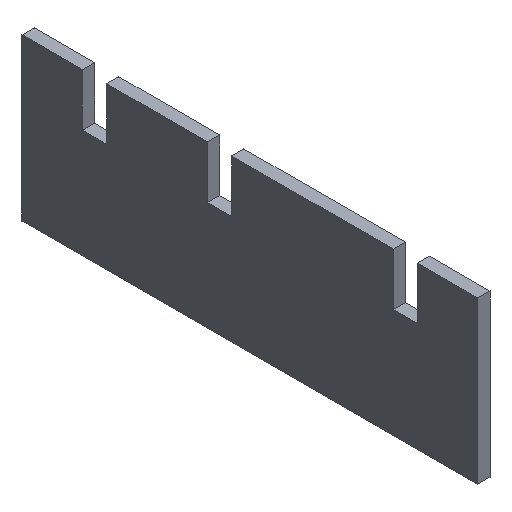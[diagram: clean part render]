
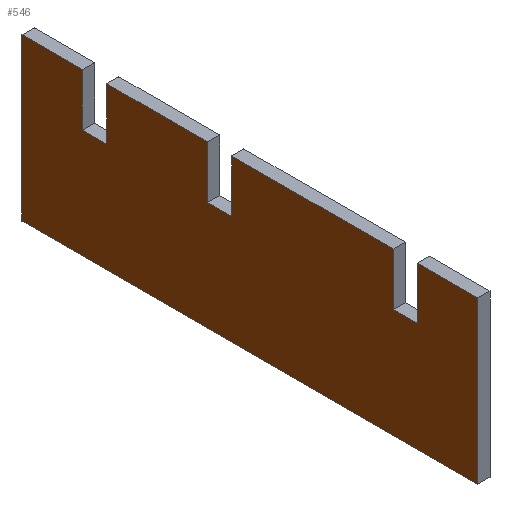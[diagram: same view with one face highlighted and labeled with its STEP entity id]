
A CAD part, isometric view. The second image highlights one B-rep face of the part: STEP entity #546.
In plain terms, the highlighted planar face has unit normal (-1, 0, 0).
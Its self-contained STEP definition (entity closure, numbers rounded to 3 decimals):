
#61=CARTESIAN_POINT('Vertex',(0.,0.,0.)) ;
#66=CARTESIAN_POINT('Line Origine',(0.,113.06,0.)) ;
#70=CARTESIAN_POINT('Vertex',(0.,226.12,0.)) ;
#97=CARTESIAN_POINT('Line Origine',(0.,226.12,40.)) ;
#101=CARTESIAN_POINT('Vertex',(0.,226.12,80.)) ;
#128=CARTESIAN_POINT('Line Origine',(0.,211.12,80.)) ;
#132=CARTESIAN_POINT('Vertex',(0.,196.12,80.)) ;
#159=CARTESIAN_POINT('Line Origine',(0.,196.12,67.)) ;
#163=CARTESIAN_POINT('Vertex',(0.,196.12,54.)) ;
#190=CARTESIAN_POINT('Line Origine',(0.,190.1,54.)) ;
#194=CARTESIAN_POINT('Vertex',(0.,184.08,54.)) ;
#221=CARTESIAN_POINT('Line Origine',(0.,184.08,67.)) ;
#225=CARTESIAN_POINT('Vertex',(0.,184.08,80.)) ;
#247=CARTESIAN_POINT('Line Origine',(0.,159.08,80.)) ;
#251=CARTESIAN_POINT('Vertex',(0.,134.08,80.)) ;
#278=CARTESIAN_POINT('Line Origine',(0.,134.08,67.)) ;
#282=CARTESIAN_POINT('Vertex',(0.,134.08,54.)) ;
#304=CARTESIAN_POINT('Line Origine',(0.,128.06,54.)) ;
#308=CARTESIAN_POINT('Vertex',(0.,122.04,54.)) ;
#335=CARTESIAN_POINT('Line Origine',(0.,122.04,67.)) ;
#339=CARTESIAN_POINT('Vertex',(0.,122.04,80.)) ;
#361=CARTESIAN_POINT('Line Origine',(0.,82.04,80.)) ;
#365=CARTESIAN_POINT('Vertex',(0.,42.04,80.)) ;
#392=CARTESIAN_POINT('Line Origine',(0.,42.04,67.)) ;
#396=CARTESIAN_POINT('Vertex',(0.,42.04,54.)) ;
#418=CARTESIAN_POINT('Line Origine',(0.,36.02,54.)) ;
#422=CARTESIAN_POINT('Vertex',(0.,30.,54.)) ;
#449=CARTESIAN_POINT('Line Origine',(0.,30.,67.)) ;
#453=CARTESIAN_POINT('Vertex',(0.,30.,80.)) ;
#475=CARTESIAN_POINT('Line Origine',(0.,15.,80.)) ;
#479=CARTESIAN_POINT('Vertex',(0.,0.,80.)) ;
#506=CARTESIAN_POINT('Line Origine',(0.,0.,40.)) ;
#523=CARTESIAN_POINT('Axis2P3D Location',(0.,0.,0.)) ;
#67=DIRECTION('Vector Direction',(0.,1.,0.)) ;
#98=DIRECTION('Vector Direction',(0.,0.,-1.)) ;
#129=DIRECTION('Vector Direction',(0.,1.,0.)) ;
#160=DIRECTION('Vector Direction',(0.,0.,1.)) ;
#191=DIRECTION('Vector Direction',(0.,1.,0.)) ;
#222=DIRECTION('Vector Direction',(0.,0.,-1.)) ;
#248=DIRECTION('Vector Direction',(0.,1.,0.)) ;
#279=DIRECTION('Vector Direction',(0.,0.,1.)) ;
#305=DIRECTION('Vector Direction',(0.,1.,0.)) ;
#336=DIRECTION('Vector Direction',(0.,0.,-1.)) ;
#362=DIRECTION('Vector Direction',(0.,1.,0.)) ;
#393=DIRECTION('Vector Direction',(0.,0.,1.)) ;
#419=DIRECTION('Vector Direction',(0.,1.,0.)) ;
#450=DIRECTION('Vector Direction',(0.,0.,-1.)) ;
#476=DIRECTION('Vector Direction',(0.,1.,0.)) ;
#507=DIRECTION('Vector Direction',(0.,0.,1.)) ;
#524=DIRECTION('Axis2P3D Direction',(1.,0.,0.)) ;
#525=DIRECTION('Axis2P3D XDirection',(0.,1.,0.)) ;
#526=AXIS2_PLACEMENT_3D('Plane Axis2P3D',#523,#524,#525) ;
#529=ORIENTED_EDGE('',*,*,#510,.F.) ;
#530=ORIENTED_EDGE('',*,*,#481,.F.) ;
#531=ORIENTED_EDGE('',*,*,#455,.F.) ;
#532=ORIENTED_EDGE('',*,*,#424,.F.) ;
#533=ORIENTED_EDGE('',*,*,#398,.F.) ;
#534=ORIENTED_EDGE('',*,*,#367,.F.) ;
#535=ORIENTED_EDGE('',*,*,#341,.F.) ;
#536=ORIENTED_EDGE('',*,*,#310,.F.) ;
#537=ORIENTED_EDGE('',*,*,#284,.F.) ;
#538=ORIENTED_EDGE('',*,*,#253,.F.) ;
#539=ORIENTED_EDGE('',*,*,#227,.F.) ;
#540=ORIENTED_EDGE('',*,*,#196,.F.) ;
#541=ORIENTED_EDGE('',*,*,#165,.F.) ;
#542=ORIENTED_EDGE('',*,*,#134,.F.) ;
#543=ORIENTED_EDGE('',*,*,#103,.F.) ;
#544=ORIENTED_EDGE('',*,*,#72,.F.) ;
#68=VECTOR('Line Direction',#67,1.) ;
#99=VECTOR('Line Direction',#98,1.) ;
#130=VECTOR('Line Direction',#129,1.) ;
#161=VECTOR('Line Direction',#160,1.) ;
#192=VECTOR('Line Direction',#191,1.) ;
#223=VECTOR('Line Direction',#222,1.) ;
#249=VECTOR('Line Direction',#248,1.) ;
#280=VECTOR('Line Direction',#279,1.) ;
#306=VECTOR('Line Direction',#305,1.) ;
#337=VECTOR('Line Direction',#336,1.) ;
#363=VECTOR('Line Direction',#362,1.) ;
#394=VECTOR('Line Direction',#393,1.) ;
#420=VECTOR('Line Direction',#419,1.) ;
#451=VECTOR('Line Direction',#450,1.) ;
#477=VECTOR('Line Direction',#476,1.) ;
#508=VECTOR('Line Direction',#507,1.) ;
#546=ADVANCED_FACE('PartBody',(#545),#527,.F.) ;
#72=EDGE_CURVE('',#62,#71,#69,.T.) ;
#103=EDGE_CURVE('',#71,#102,#100,.F.) ;
#134=EDGE_CURVE('',#102,#133,#131,.F.) ;
#165=EDGE_CURVE('',#133,#164,#162,.F.) ;
#196=EDGE_CURVE('',#164,#195,#193,.F.) ;
#227=EDGE_CURVE('',#195,#226,#224,.F.) ;
#253=EDGE_CURVE('',#226,#252,#250,.F.) ;
#284=EDGE_CURVE('',#252,#283,#281,.F.) ;
#310=EDGE_CURVE('',#283,#309,#307,.F.) ;
#341=EDGE_CURVE('',#309,#340,#338,.F.) ;
#367=EDGE_CURVE('',#340,#366,#364,.F.) ;
#398=EDGE_CURVE('',#366,#397,#395,.F.) ;
#424=EDGE_CURVE('',#397,#423,#421,.F.) ;
#455=EDGE_CURVE('',#423,#454,#452,.F.) ;
#481=EDGE_CURVE('',#454,#480,#478,.F.) ;
#510=EDGE_CURVE('',#480,#62,#509,.F.) ;
#528=EDGE_LOOP('',(#529,#530,#531,#532,#533,#534,#535,#536,#537,#538,#539,#540,#541,#542,#543,#544)) ;
#545=FACE_OUTER_BOUND('',#528,.T.) ;
#69=LINE('Line',#66,#68) ;
#100=LINE('Line',#97,#99) ;
#131=LINE('Line',#128,#130) ;
#162=LINE('Line',#159,#161) ;
#193=LINE('Line',#190,#192) ;
#224=LINE('Line',#221,#223) ;
#250=LINE('Line',#247,#249) ;
#281=LINE('Line',#278,#280) ;
#307=LINE('Line',#304,#306) ;
#338=LINE('Line',#335,#337) ;
#364=LINE('Line',#361,#363) ;
#395=LINE('Line',#392,#394) ;
#421=LINE('Line',#418,#420) ;
#452=LINE('Line',#449,#451) ;
#478=LINE('Line',#475,#477) ;
#509=LINE('Line',#506,#508) ;
#527=PLANE('Plane',#526) ;
#62=VERTEX_POINT('',#61) ;
#71=VERTEX_POINT('',#70) ;
#102=VERTEX_POINT('',#101) ;
#133=VERTEX_POINT('',#132) ;
#164=VERTEX_POINT('',#163) ;
#195=VERTEX_POINT('',#194) ;
#226=VERTEX_POINT('',#225) ;
#252=VERTEX_POINT('',#251) ;
#283=VERTEX_POINT('',#282) ;
#309=VERTEX_POINT('',#308) ;
#340=VERTEX_POINT('',#339) ;
#366=VERTEX_POINT('',#365) ;
#397=VERTEX_POINT('',#396) ;
#423=VERTEX_POINT('',#422) ;
#454=VERTEX_POINT('',#453) ;
#480=VERTEX_POINT('',#479) ;
